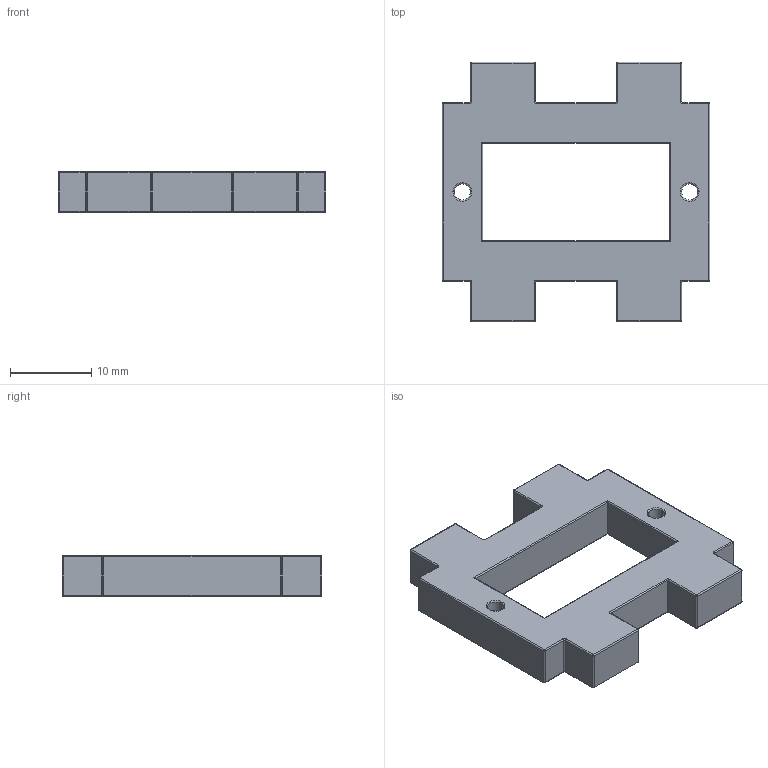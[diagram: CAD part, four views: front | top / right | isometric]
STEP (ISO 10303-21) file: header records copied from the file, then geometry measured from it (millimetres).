
FILE_DESCRIPTION (( 'STEP AP203' ), '1' );
FILE_NAME ('Part7 t308_Default_sldprt.STEP', '2018-07-06T17:54:32', ( '' ), ( '' ), 'SwSTEP 2.0', 'SolidWorks 2014', '' );
FILE_SCHEMA (( 'CONFIG_CONTROL_DESIGN' ));
Length unit declared in the file: millimetre
Products named in the file (1): Part7 t308_Default_sldprt
Bounding box: 33 x 32 x 5 mm (x, y, z)
Volume: 3016.2 mm3; surface area: 2334.1 mm2
Topology: 1 solids, 1 shells, 146 faces, 336 edges, 168 vertices
Faces by surface type: cylinder 72, plane 26, torus 24, sphere 24
Entity records: 3945 total; most frequent: DIRECTION 758, CARTESIAN_POINT 651, ORIENTED_EDGE 624, EDGE_CURVE 312, AXIS2_PLACEMENT_3D 307, VERTEX_POINT 168, CIRCLE 160, EDGE_LOOP 152
